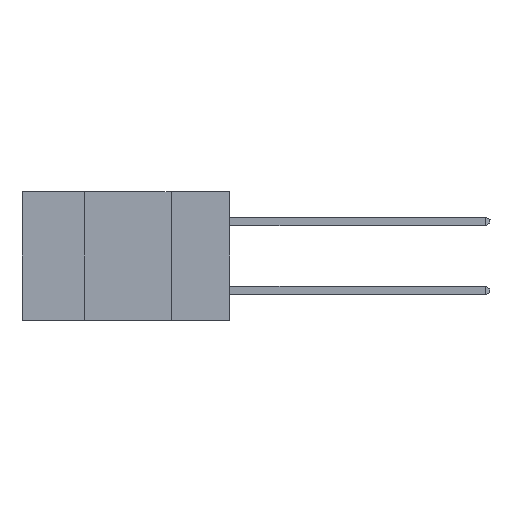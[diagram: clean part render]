
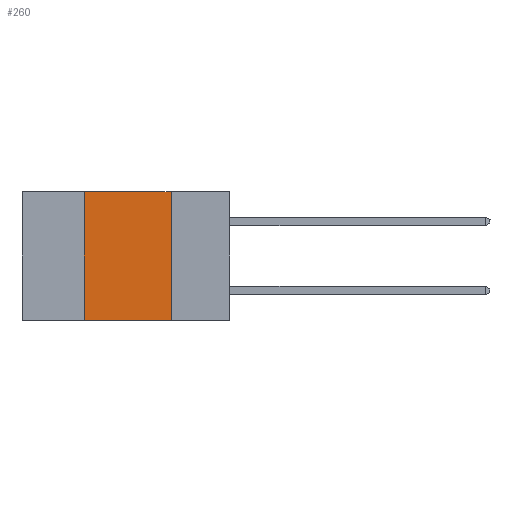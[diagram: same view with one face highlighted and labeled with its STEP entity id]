
A CAD part, left-side view. The second image highlights one B-rep face of the part: STEP entity #260.
In plain terms, the highlighted planar face has unit normal (-1, 0, 0).
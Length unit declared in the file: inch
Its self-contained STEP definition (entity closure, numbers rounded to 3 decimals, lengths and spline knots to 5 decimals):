
#19 = EDGE_CURVE ( 'NONE', #8525, #2309, #655, .T. ) ;
#260 = ADVANCED_FACE ( 'NONE', ( #10359 ), #1344, .F. ) ;
#655 = LINE ( 'NONE', #8576, #10532 ) ;
#1344 = PLANE ( 'NONE',  #5002 ) ;
#2179 = DIRECTION ( 'NONE',  ( 0., -1., 0. ) ) ;
#2309 = VERTEX_POINT ( 'NONE', #5989 ) ;
#2666 = ORIENTED_EDGE ( 'NONE', *, *, #6235, .F. ) ;
#3042 = ORIENTED_EDGE ( 'NONE', *, *, #10601, .F. ) ;
#3218 = CARTESIAN_POINT ( 'NONE',  ( 0., 0.42, -0.37 ) ) ;
#4336 = ORIENTED_EDGE ( 'NONE', *, *, #19, .T. ) ;
#4442 = DIRECTION ( 'NONE',  ( 0., 0., 1. ) ) ;
#4481 = ORIENTED_EDGE ( 'NONE', *, *, #5494, .F. ) ;
#4493 = VECTOR ( 'NONE', #5323, 39.37008 ) ;
#4625 = VERTEX_POINT ( 'NONE', #7351 ) ;
#5002 = AXIS2_PLACEMENT_3D ( 'NONE', #8488, #8605, #10171 ) ;
#5323 = DIRECTION ( 'NONE',  ( 0., 0., -1. ) ) ;
#5494 = EDGE_CURVE ( 'NONE', #8155, #4625, #10070, .T. ) ;
#5853 = VECTOR ( 'NONE', #2179, 39.37008 ) ;
#5989 = CARTESIAN_POINT ( 'NONE',  ( 0., 0.17, -0.37 ) ) ;
#6235 = EDGE_CURVE ( 'NONE', #8525, #8155, #9051, .T. ) ;
#6773 = EDGE_LOOP ( 'NONE', ( #3042, #4481, #2666, #4336 ) ) ;
#7351 = CARTESIAN_POINT ( 'NONE',  ( 0., 0.17, 0. ) ) ;
#7620 = VECTOR ( 'NONE', #4442, 39.37008 ) ;
#7959 = CARTESIAN_POINT ( 'NONE',  ( 0., 0.42, -0.37 ) ) ;
#8010 = LINE ( 'NONE', #9806, #4493 ) ;
#8155 = VERTEX_POINT ( 'NONE', #8728 ) ;
#8488 = CARTESIAN_POINT ( 'NONE',  ( 0., 0.6, 0. ) ) ;
#8525 = VERTEX_POINT ( 'NONE', #3218 ) ;
#8551 = CARTESIAN_POINT ( 'NONE',  ( 0., 0.6, 0. ) ) ;
#8576 = CARTESIAN_POINT ( 'NONE',  ( 0., 0.6, -0.37 ) ) ;
#8605 = DIRECTION ( 'NONE',  ( 1., 0., 0. ) ) ;
#8728 = CARTESIAN_POINT ( 'NONE',  ( 0., 0.42, 0. ) ) ;
#9051 = LINE ( 'NONE', #7959, #7620 ) ;
#9390 = DIRECTION ( 'NONE',  ( 0., -1., 0. ) ) ;
#9806 = CARTESIAN_POINT ( 'NONE',  ( 0., 0.17, -0.37 ) ) ;
#10070 = LINE ( 'NONE', #8551, #5853 ) ;
#10171 = DIRECTION ( 'NONE',  ( 0., 0., -1. ) ) ;
#10359 = FACE_OUTER_BOUND ( 'NONE', #6773, .T. ) ;
#10532 = VECTOR ( 'NONE', #9390, 39.37008 ) ;
#10601 = EDGE_CURVE ( 'NONE', #4625, #2309, #8010, .T. ) ;
